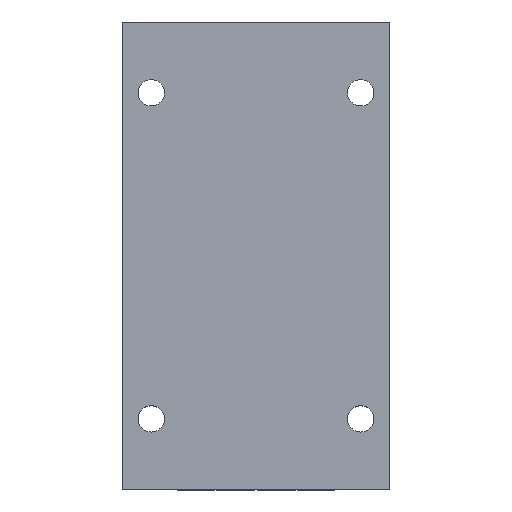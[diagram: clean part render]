
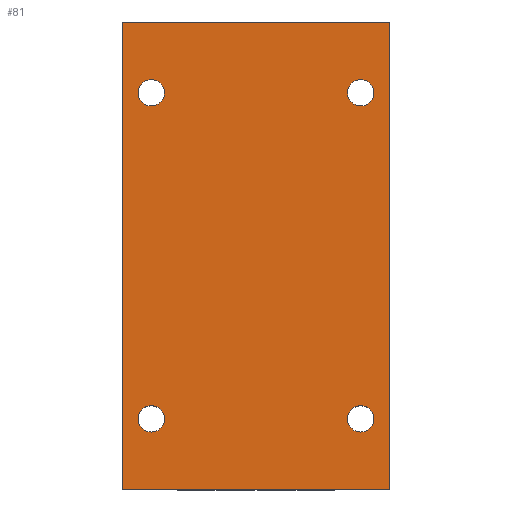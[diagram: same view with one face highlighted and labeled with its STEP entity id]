
A CAD part, top view. The second image highlights one B-rep face of the part: STEP entity #81.
In plain terms, the highlighted planar face has unit normal (0, 0, 1).
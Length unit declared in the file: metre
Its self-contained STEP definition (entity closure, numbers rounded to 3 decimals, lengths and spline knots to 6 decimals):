
#81 = ADVANCED_FACE( '', ( #187, #188, #189, #190, #191 ), #192, .T. );
#187 = FACE_BOUND( '', #322, .T. );
#188 = FACE_BOUND( '', #323, .T. );
#189 = FACE_BOUND( '', #324, .T. );
#190 = FACE_BOUND( '', #325, .T. );
#191 = FACE_OUTER_BOUND( '', #326, .T. );
#192 = PLANE( '', #327 );
#322 = EDGE_LOOP( '', ( #503 ) );
#323 = EDGE_LOOP( '', ( #504 ) );
#324 = EDGE_LOOP( '', ( #505 ) );
#325 = EDGE_LOOP( '', ( #506 ) );
#326 = EDGE_LOOP( '', ( #507, #508, #509, #510 ) );
#327 = AXIS2_PLACEMENT_3D( '', #511, #512, #513 );
#503 = ORIENTED_EDGE( '', *, *, #795, .F. );
#504 = ORIENTED_EDGE( '', *, *, #810, .F. );
#505 = ORIENTED_EDGE( '', *, *, #773, .F. );
#506 = ORIENTED_EDGE( '', *, *, #811, .F. );
#507 = ORIENTED_EDGE( '', *, *, #812, .F. );
#508 = ORIENTED_EDGE( '', *, *, #813, .F. );
#509 = ORIENTED_EDGE( '', *, *, #814, .T. );
#510 = ORIENTED_EDGE( '', *, *, #790, .T. );
#511 = CARTESIAN_POINT( '', ( -0.0435, -0.076, 0.034 ) );
#512 = DIRECTION( '', ( 0., 0., 1. ) );
#513 = DIRECTION( '', ( 1., 0., 0. ) );
#773 = EDGE_CURVE( '', #920, #920, #921, .T. );
#790 = EDGE_CURVE( '', #953, #951, #954, .T. );
#795 = EDGE_CURVE( '', #961, #961, #962, .T. );
#810 = EDGE_CURVE( '', #985, #985, #986, .T. );
#811 = EDGE_CURVE( '', #987, #987, #988, .T. );
#812 = EDGE_CURVE( '', #989, #951, #990, .T. );
#813 = EDGE_CURVE( '', #991, #989, #992, .T. );
#814 = EDGE_CURVE( '', #991, #953, #993, .T. );
#920 = VERTEX_POINT( '', #1180 );
#921 = CIRCLE( '', #1181, 0.0043 );
#951 = VERTEX_POINT( '', #1224 );
#953 = VERTEX_POINT( '', #1227 );
#954 = LINE( '', #1228, #1229 );
#961 = VERTEX_POINT( '', #1237 );
#962 = CIRCLE( '', #1238, 0.0043 );
#985 = VERTEX_POINT( '', #1273 );
#986 = CIRCLE( '', #1274, 0.0043 );
#987 = VERTEX_POINT( '', #1275 );
#988 = CIRCLE( '', #1276, 0.0043 );
#989 = VERTEX_POINT( '', #1277 );
#990 = LINE( '', #1278, #1279 );
#991 = VERTEX_POINT( '', #1280 );
#992 = LINE( '', #1281, #1282 );
#993 = LINE( '', #1283, #1284 );
#1180 = CARTESIAN_POINT( '', ( 0.0383, -0.053, 0.034 ) );
#1181 = AXIS2_PLACEMENT_3D( '', #1444, #1445, #1446 );
#1224 = CARTESIAN_POINT( '', ( 0.0435, 0.076, 0.034 ) );
#1227 = CARTESIAN_POINT( '', ( 0.0435, -0.076, 0.034 ) );
#1228 = CARTESIAN_POINT( '', ( 0.0435, -0.076, 0.034 ) );
#1229 = VECTOR( '', #1461, 1. );
#1237 = CARTESIAN_POINT( '', ( -0.0297, 0.053, 0.034 ) );
#1238 = AXIS2_PLACEMENT_3D( '', #1469, #1470, #1471 );
#1273 = CARTESIAN_POINT( '', ( -0.0297, -0.053, 0.034 ) );
#1274 = AXIS2_PLACEMENT_3D( '', #1484, #1485, #1486 );
#1275 = CARTESIAN_POINT( '', ( 0.0383, 0.053, 0.034 ) );
#1276 = AXIS2_PLACEMENT_3D( '', #1487, #1488, #1489 );
#1277 = CARTESIAN_POINT( '', ( -0.0435, 0.076, 0.034 ) );
#1278 = CARTESIAN_POINT( '', ( -0.0435, 0.076, 0.034 ) );
#1279 = VECTOR( '', #1490, 1. );
#1280 = CARTESIAN_POINT( '', ( -0.0435, -0.076, 0.034 ) );
#1281 = CARTESIAN_POINT( '', ( -0.0435, -0.076, 0.034 ) );
#1282 = VECTOR( '', #1491, 1. );
#1283 = CARTESIAN_POINT( '', ( -0.0435, -0.076, 0.034 ) );
#1284 = VECTOR( '', #1492, 1. );
#1444 = CARTESIAN_POINT( '', ( 0.034, -0.053, 0.034 ) );
#1445 = DIRECTION( '', ( 0., 0., 1. ) );
#1446 = DIRECTION( '', ( 1., 0., 0. ) );
#1461 = DIRECTION( '', ( 0., 1., 0. ) );
#1469 = CARTESIAN_POINT( '', ( -0.034, 0.053, 0.034 ) );
#1470 = DIRECTION( '', ( 0., 0., 1. ) );
#1471 = DIRECTION( '', ( 1., 0., 0. ) );
#1484 = CARTESIAN_POINT( '', ( -0.034, -0.053, 0.034 ) );
#1485 = DIRECTION( '', ( 0., 0., 1. ) );
#1486 = DIRECTION( '', ( 1., 0., 0. ) );
#1487 = CARTESIAN_POINT( '', ( 0.034, 0.053, 0.034 ) );
#1488 = DIRECTION( '', ( 0., 0., 1. ) );
#1489 = DIRECTION( '', ( 1., 0., 0. ) );
#1490 = DIRECTION( '', ( 1., 0., 0. ) );
#1491 = DIRECTION( '', ( 0., 1., 0. ) );
#1492 = DIRECTION( '', ( 1., 0., 0. ) );
